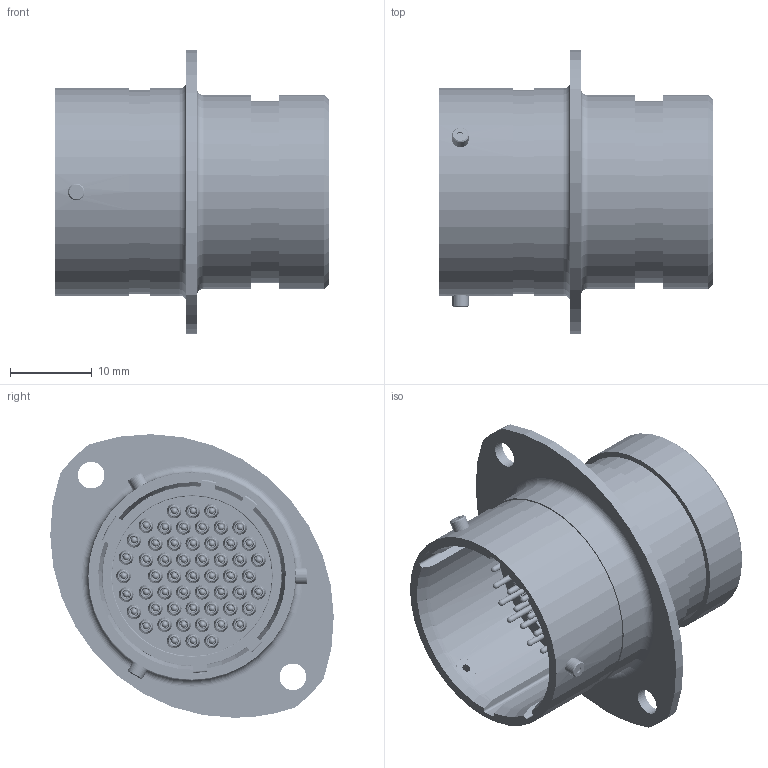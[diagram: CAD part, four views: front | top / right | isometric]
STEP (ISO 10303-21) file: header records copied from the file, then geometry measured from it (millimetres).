
FILE_DESCRIPTION (( 'STEP AP214' ), '1' );
FILE_NAME ('AS016-35PC.STEP', '2017-08-04T08:24:28', ( '' ), ( '' ), 'SwSTEP 2.0', 'SolidWorks 2015', '' );
FILE_SCHEMA (( 'AUTOMOTIVE_DESIGN' ));
Length unit declared in the file: inch
Products named in the file (1): AS016-35PC
Bounding box: 33.31 x 34.6 x 34.6 mm (x, y, z)
Volume: 8467.4 mm3; surface area: 12957.8 mm2
Topology: 4 solids, 64 shells, 5597 faces, 11919 edges, 7007 vertices
Faces by surface type: torus 1894, cylinder 1527, plane 1154, cone 1010, sphere 12
Entity records: 223189 total; most frequent: DIRECTION 30844, CARTESIAN_POINT 26096, ORIENTED_EDGE 23826, AXIS2_PLACEMENT_3D 13811, EDGE_CURVE 11913, CIRCLE 8213, VERTEX_POINT 7007, EDGE_LOOP 6282
